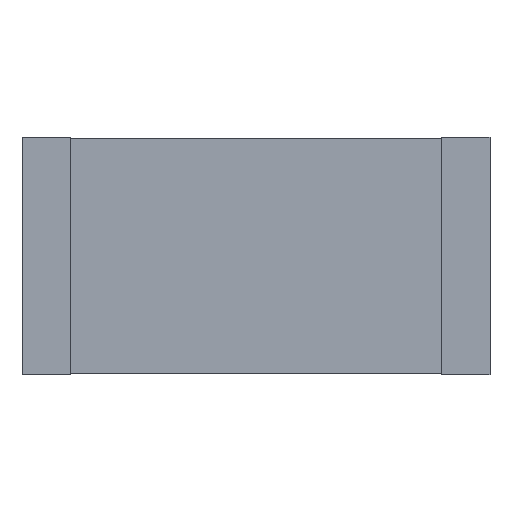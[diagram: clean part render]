
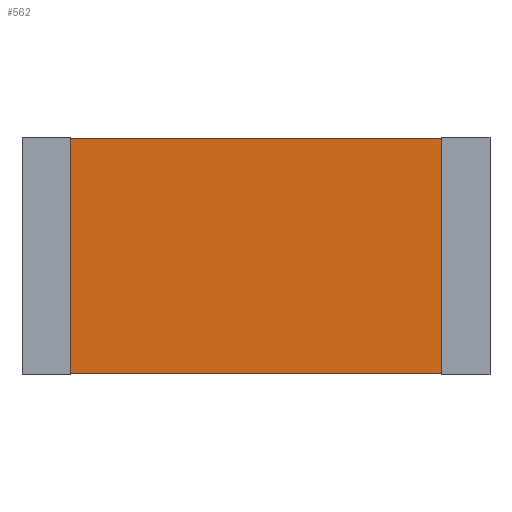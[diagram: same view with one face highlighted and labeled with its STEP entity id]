
A CAD part, front view. The second image highlights one B-rep face of the part: STEP entity #562.
In plain terms, the highlighted planar face has unit normal (0, -1, 0).
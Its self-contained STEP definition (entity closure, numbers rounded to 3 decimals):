
#22=FACE_OUTER_BOUND('',#54,.T.);
#54=EDGE_LOOP('',(#365,#366,#367,#368));
#81=LINE('',#789,#153);
#85=LINE('',#797,#157);
#88=LINE('',#803,#160);
#91=LINE('',#808,#163);
#153=VECTOR('',#651,10.);
#157=VECTOR('',#657,10.);
#160=VECTOR('',#662,10.);
#163=VECTOR('',#667,10.);
#225=VERTEX_POINT('',#787);
#226=VERTEX_POINT('',#788);
#229=VERTEX_POINT('',#796);
#231=VERTEX_POINT('',#802);
#273=EDGE_CURVE('',#225,#226,#81,.T.);
#277=EDGE_CURVE('',#229,#225,#85,.T.);
#280=EDGE_CURVE('',#231,#229,#88,.T.);
#283=EDGE_CURVE('',#226,#231,#91,.T.);
#365=ORIENTED_EDGE('',*,*,#283,.F.);
#366=ORIENTED_EDGE('',*,*,#273,.F.);
#367=ORIENTED_EDGE('',*,*,#277,.F.);
#368=ORIENTED_EDGE('',*,*,#280,.F.);
#494=PLANE('',#620);
#562=ADVANCED_FACE('',(#22),#494,.F.);
#620=AXIS2_PLACEMENT_3D('',#811,#671,#672);
#651=DIRECTION('',(1.,0.,0.));
#657=DIRECTION('',(0.,0.,1.));
#662=DIRECTION('',(-1.,0.,0.));
#667=DIRECTION('',(0.,0.,-1.));
#671=DIRECTION('center_axis',(0.,1.,0.));
#672=DIRECTION('ref_axis',(0.,0.,1.));
#787=CARTESIAN_POINT('',(0.,0.,0.));
#788=CARTESIAN_POINT('',(6.272,0.,0.));
#789=CARTESIAN_POINT('',(0.,0.,0.));
#796=CARTESIAN_POINT('',(0.,0.,-3.172));
#797=CARTESIAN_POINT('',(0.,0.,-3.172));
#802=CARTESIAN_POINT('',(6.272,0.,-3.172));
#803=CARTESIAN_POINT('',(6.272,0.,-3.172));
#808=CARTESIAN_POINT('',(6.272,0.,0.));
#811=CARTESIAN_POINT('Origin',(3.136,0.,-1.586));
